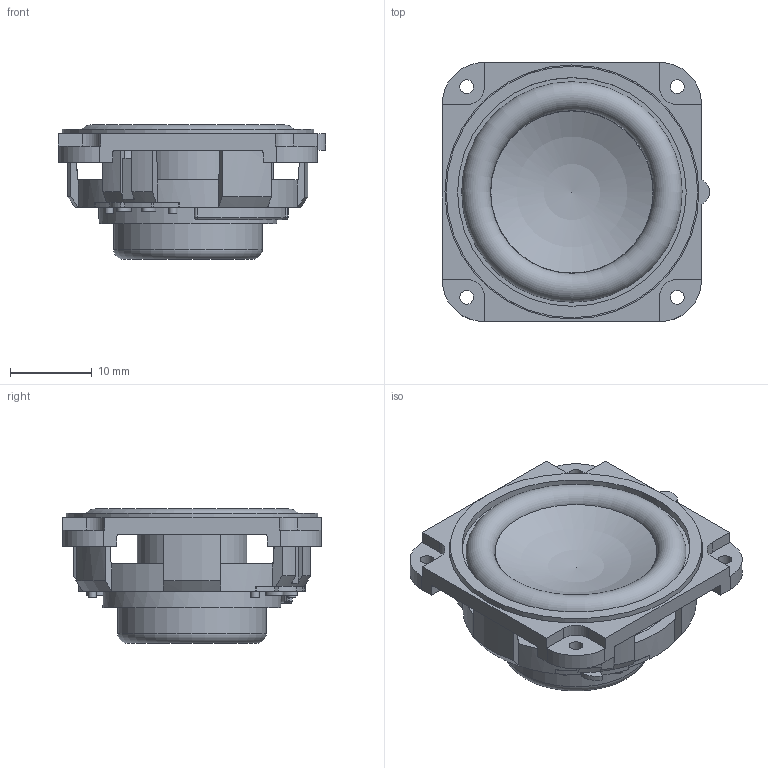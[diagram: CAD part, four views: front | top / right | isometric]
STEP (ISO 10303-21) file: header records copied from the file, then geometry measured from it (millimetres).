
FILE_DESCRIPTION(/* description */ (''),/* implementation_level */ '2;1');
FILE_NAME(/* name */ 'AS03208MS-3-R.stp',/* time_stamp */ '2016-06-15T11:58:24-04:00',/* author */ ('vandenbroek'),/* organization */ (''),/* preprocessor_version */ 'ST-DEVELOPER v16.1',/* originating_system */ 'Autodesk Inventor 2016',/* authorisation */ '');
FILE_SCHEMA (('AUTOMOTIVE_DESIGN { 1 0 10303 214 3 1 1 }'));
Length unit declared in the file: millimetre
Products named in the file (1): AS03208MS-3-R
Bounding box: 32.7 x 31.7 x 16.45 mm (x, y, z)
Volume: 3831.2 mm3; surface area: 7179.4 mm2
Topology: 2 solids, 4 shells, 322 faces, 856 edges, 540 vertices
Faces by surface type: plane 143, cylinder 116, torus 24, cone 14, sphere 14, bspline 11
Full cylindrical faces by diameter (mm): 1 x4, 1.1 x4, 1.7 x4, 12.8 x1, 13.28 x1, 13.38 x2, 14.26 x1, 15.2 x1, 17.2 x1, 18.2 x1, 21.8 x1, 25 x1, 28 x1, 30.8 x1, 31.1 x1
Entity records: 10656 total; most frequent: CARTESIAN_POINT 2377, DIRECTION 1698, ORIENTED_EDGE 1600, EDGE_CURVE 799, AXIS2_PLACEMENT_3D 651, VERTEX_POINT 529, LINE 396, VECTOR 396
